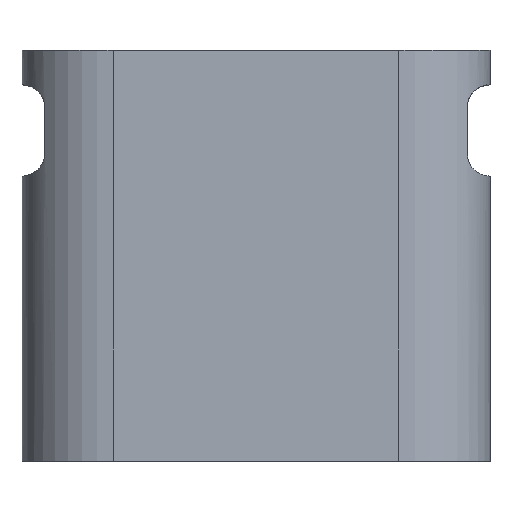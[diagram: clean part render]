
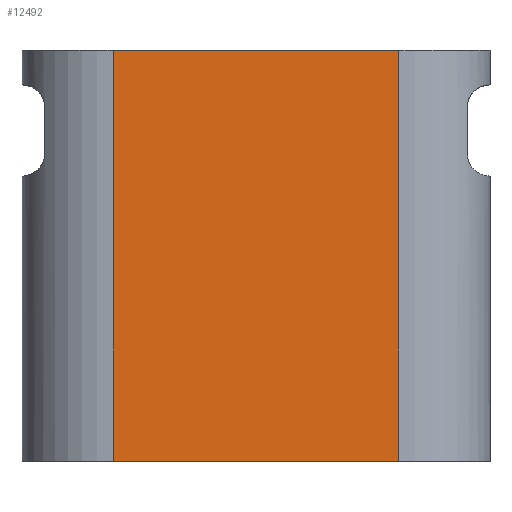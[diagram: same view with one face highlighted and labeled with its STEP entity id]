
A CAD part, top view. The second image highlights one B-rep face of the part: STEP entity #12492.
In plain terms, the highlighted planar face has unit normal (0, 0, 1).
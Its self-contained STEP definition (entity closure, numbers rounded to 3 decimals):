
#9344 = VERTEX_POINT('',#9345);
#9345 = CARTESIAN_POINT('',(-12.5,7.,16.25));
#10773 = VERTEX_POINT('',#10774);
#10774 = CARTESIAN_POINT('',(-12.5,-29.,16.25));
#11420 = EDGE_CURVE('',#9344,#10773,#11421,.T.);
#11421 = LINE('',#11422,#11423);
#11422 = CARTESIAN_POINT('',(-12.5,7.,16.25));
#11423 = VECTOR('',#11424,1.);
#11424 = DIRECTION('',(0.,-1.,0.));
#11567 = VERTEX_POINT('',#11568);
#11568 = CARTESIAN_POINT('',(12.5,7.,16.25));
#11575 = EDGE_CURVE('',#9344,#11567,#11576,.T.);
#11576 = LINE('',#11577,#11578);
#11577 = CARTESIAN_POINT('',(-12.5,7.,16.25));
#11578 = VECTOR('',#11579,1.);
#11579 = DIRECTION('',(1.,0.,0.));
#12296 = VERTEX_POINT('',#12297);
#12297 = CARTESIAN_POINT('',(12.5,-29.,16.25));
#12304 = EDGE_CURVE('',#10773,#12296,#12305,.T.);
#12305 = LINE('',#12306,#12307);
#12306 = CARTESIAN_POINT('',(-12.5,-29.,16.25));
#12307 = VECTOR('',#12308,1.);
#12308 = DIRECTION('',(1.,0.,0.));
#12492 = ADVANCED_FACE('',(#12493),#12504,.T.);
#12493 = FACE_BOUND('',#12494,.T.);
#12494 = EDGE_LOOP('',(#12495,#12496,#12497,#12498));
#12495 = ORIENTED_EDGE('',*,*,#11575,.F.);
#12496 = ORIENTED_EDGE('',*,*,#11420,.T.);
#12497 = ORIENTED_EDGE('',*,*,#12304,.T.);
#12498 = ORIENTED_EDGE('',*,*,#12499,.F.);
#12499 = EDGE_CURVE('',#11567,#12296,#12500,.T.);
#12500 = LINE('',#12501,#12502);
#12501 = CARTESIAN_POINT('',(12.5,7.,16.25));
#12502 = VECTOR('',#12503,1.);
#12503 = DIRECTION('',(0.,-1.,0.));
#12504 = PLANE('',#12505);
#12505 = AXIS2_PLACEMENT_3D('',#12506,#12507,#12508);
#12506 = CARTESIAN_POINT('',(-12.5,7.,16.25));
#12507 = DIRECTION('',(0.,0.,1.));
#12508 = DIRECTION('',(0.,-1.,0.));
